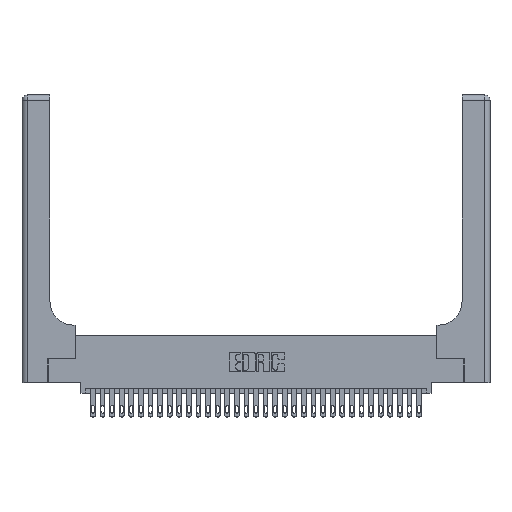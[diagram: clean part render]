
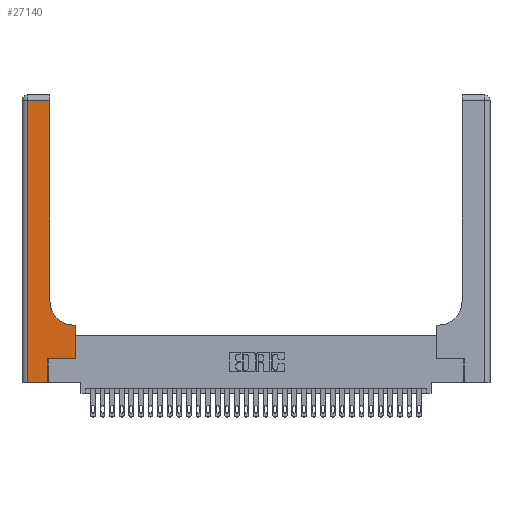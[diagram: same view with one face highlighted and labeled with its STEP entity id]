
A CAD part, top view. The second image highlights one B-rep face of the part: STEP entity #27140.
In plain terms, the highlighted planar face has unit normal (0, 0, 1).
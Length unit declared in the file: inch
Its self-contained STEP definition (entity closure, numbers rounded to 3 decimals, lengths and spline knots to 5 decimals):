
#361 = LINE ( 'NONE', #33227, #3667 ) ;
#682 = EDGE_CURVE ( 'NONE', #9932, #4071, #11160, .T. ) ;
#1745 = LINE ( 'NONE', #2074, #21661 ) ;
#2074 = CARTESIAN_POINT ( 'NONE',  ( 0.5585, 0.25, 0.37 ) ) ;
#2085 = DIRECTION ( 'NONE',  ( 0., 1., 0. ) ) ;
#2627 = CARTESIAN_POINT ( 'NONE',  ( 0., 2.94, 0.37 ) ) ;
#2676 = ORIENTED_EDGE ( 'NONE', *, *, #682, .T. ) ;
#3349 = ORIENTED_EDGE ( 'NONE', *, *, #29946, .T. ) ;
#3386 = ORIENTED_EDGE ( 'NONE', *, *, #4393, .T. ) ;
#3667 = VECTOR ( 'NONE', #2085, 39.37008 ) ;
#4071 = VERTEX_POINT ( 'NONE', #24661 ) ;
#4393 = EDGE_CURVE ( 'NONE', #26789, #21770, #7321, .T. ) ;
#4534 = CARTESIAN_POINT ( 'NONE',  ( 0.06, 3., 0.37 ) ) ;
#5587 = CIRCLE ( 'NONE', #30195, 0.25 ) ;
#5598 = DIRECTION ( 'NONE',  ( -1., 0., 0. ) ) ;
#5847 = CARTESIAN_POINT ( 'NONE',  ( 0., 3., 0.37 ) ) ;
#5901 = CARTESIAN_POINT ( 'NONE',  ( 0.269, 0.25, 0.37 ) ) ;
#5925 = EDGE_CURVE ( 'NONE', #21770, #22183, #9247, .T. ) ;
#6504 = FACE_OUTER_BOUND ( 'NONE', #29648, .T. ) ;
#6651 = VECTOR ( 'NONE', #12124, 39.37008 ) ;
#7321 = LINE ( 'NONE', #30645, #16223 ) ;
#8299 = VECTOR ( 'NONE', #28832, 39.37008 ) ;
#9247 = LINE ( 'NONE', #20507, #24650 ) ;
#9258 = CARTESIAN_POINT ( 'NONE',  ( 0.5415, 0.6, 0.37 ) ) ;
#9914 = DIRECTION ( 'NONE',  ( 0., 1., 0. ) ) ;
#9932 = VERTEX_POINT ( 'NONE', #16889 ) ;
#10396 = ORIENTED_EDGE ( 'NONE', *, *, #30316, .T. ) ;
#10425 = DIRECTION ( 'NONE',  ( 0., 1., 0. ) ) ;
#10678 = DIRECTION ( 'NONE',  ( 1., 0., 0. ) ) ;
#11046 = CARTESIAN_POINT ( 'NONE',  ( 0.5585, 0.6, 0.37 ) ) ;
#11160 = LINE ( 'NONE', #2627, #23300 ) ;
#11525 = LINE ( 'NONE', #18261, #8299 ) ;
#12124 = DIRECTION ( 'NONE',  ( 0., -1., 0. ) ) ;
#13400 = CARTESIAN_POINT ( 'NONE',  ( 0.5415, 0.85, 0.37 ) ) ;
#13704 = VECTOR ( 'NONE', #26631, 39.37008 ) ;
#14696 = VERTEX_POINT ( 'NONE', #11046 ) ;
#16042 = DIRECTION ( 'NONE',  ( 0., 0., -1. ) ) ;
#16157 = DIRECTION ( 'NONE',  ( -1., 0., 0. ) ) ;
#16223 = VECTOR ( 'NONE', #32731, 39.37008 ) ;
#16889 = CARTESIAN_POINT ( 'NONE',  ( 0.2915, 2.94, 0.37 ) ) ;
#16932 = LINE ( 'NONE', #5901, #13704 ) ;
#17034 = VERTEX_POINT ( 'NONE', #9258 ) ;
#17207 = EDGE_CURVE ( 'NONE', #25715, #14696, #1745, .T. ) ;
#17809 = ORIENTED_EDGE ( 'NONE', *, *, #26906, .T. ) ;
#18261 = CARTESIAN_POINT ( 'NONE',  ( 0.2915, 0.6, 0.37 ) ) ;
#18867 = PLANE ( 'NONE',  #30241 ) ;
#19251 = CARTESIAN_POINT ( 'NONE',  ( 0.2915, 0.85, 0.37 ) ) ;
#19481 = ORIENTED_EDGE ( 'NONE', *, *, #24843, .T. ) ;
#20413 = CARTESIAN_POINT ( 'NONE',  ( 0.5585, 0.25, 0.37 ) ) ;
#20507 = CARTESIAN_POINT ( 'NONE',  ( 0.269, 0., 0.37 ) ) ;
#20652 = VERTEX_POINT ( 'NONE', #19251 ) ;
#21661 = VECTOR ( 'NONE', #9914, 39.37008 ) ;
#21770 = VERTEX_POINT ( 'NONE', #26547 ) ;
#22183 = VERTEX_POINT ( 'NONE', #33153 ) ;
#23300 = VECTOR ( 'NONE', #5598, 39.37008 ) ;
#23412 = ORIENTED_EDGE ( 'NONE', *, *, #17207, .T. ) ;
#24650 = VECTOR ( 'NONE', #10425, 39.37008 ) ;
#24661 = CARTESIAN_POINT ( 'NONE',  ( 0.06, 2.94, 0.37 ) ) ;
#24843 = EDGE_CURVE ( 'NONE', #17034, #20652, #5587, .T. ) ;
#25715 = VERTEX_POINT ( 'NONE', #20413 ) ;
#25970 = ORIENTED_EDGE ( 'NONE', *, *, #32932, .T. ) ;
#26547 = CARTESIAN_POINT ( 'NONE',  ( 0.269, 0., 0.37 ) ) ;
#26631 = DIRECTION ( 'NONE',  ( 1., 0., 0. ) ) ;
#26789 = VERTEX_POINT ( 'NONE', #27290 ) ;
#26906 = EDGE_CURVE ( 'NONE', #20652, #9932, #361, .T. ) ;
#27140 = ADVANCED_FACE ( 'NONE', ( #6504 ), #18867, .F. ) ;
#27290 = CARTESIAN_POINT ( 'NONE',  ( 0.06, 0., 0.37 ) ) ;
#28832 = DIRECTION ( 'NONE',  ( -1., 0., 0. ) ) ;
#29648 = EDGE_LOOP ( 'NONE', ( #17809, #2676, #10396, #3386, #33166, #25970, #23412, #3349, #19481 ) ) ;
#29946 = EDGE_CURVE ( 'NONE', #14696, #17034, #11525, .T. ) ;
#30195 = AXIS2_PLACEMENT_3D ( 'NONE', #13400, #31587, #10678 ) ;
#30241 = AXIS2_PLACEMENT_3D ( 'NONE', #5847, #16042, #16157 ) ;
#30316 = EDGE_CURVE ( 'NONE', #4071, #26789, #33461, .T. ) ;
#30645 = CARTESIAN_POINT ( 'NONE',  ( 0., 0., 0.37 ) ) ;
#31587 = DIRECTION ( 'NONE',  ( 0., 0., -1. ) ) ;
#32731 = DIRECTION ( 'NONE',  ( 1., 0., 0. ) ) ;
#32932 = EDGE_CURVE ( 'NONE', #22183, #25715, #16932, .T. ) ;
#33153 = CARTESIAN_POINT ( 'NONE',  ( 0.269, 0.25, 0.37 ) ) ;
#33166 = ORIENTED_EDGE ( 'NONE', *, *, #5925, .T. ) ;
#33227 = CARTESIAN_POINT ( 'NONE',  ( 0.2915, 3., 0.37 ) ) ;
#33461 = LINE ( 'NONE', #4534, #6651 ) ;
